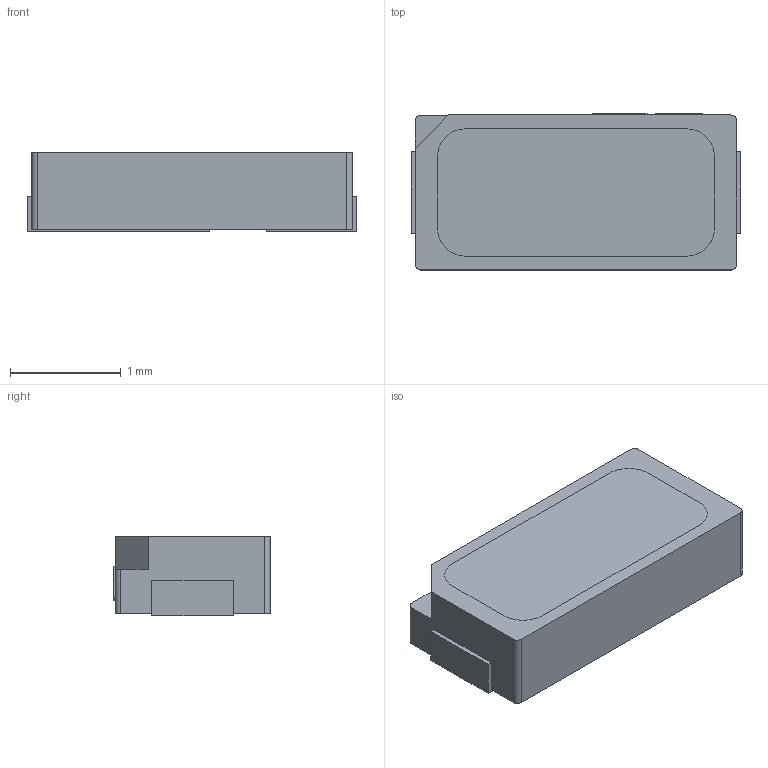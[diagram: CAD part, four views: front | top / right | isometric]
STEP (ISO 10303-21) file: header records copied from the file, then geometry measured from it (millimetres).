
FILE_DESCRIPTION (( 'STEP AP214' ), '1' );
FILE_NAME ('LED-SMD_L3.0-W1.4-RD_WHITE.STEP', '2023-04-25T02:54:30', ( 'PC' ), ( 'Microsoft' ), 'SwSTEP 2.0', 'SolidWorks 2020', '' );
FILE_SCHEMA (( 'AUTOMOTIVE_DESIGN' ));
Length unit declared in the file: millimetre
Products named in the file (1): LED-SMD_L3.0-W1.4-RD_WHITE
Bounding box: 2.98 x 1.41 x 0.72 mm (x, y, z)
Surface area: 22.5 mm2
Topology: 2 solids, 2 shells, 277 faces, 753 edges, 502 vertices
Faces by surface type: plane 167, bspline 98, cone 8, cylinder 4
Entity records: 12273 total; most frequent: CARTESIAN_POINT 2839, ORIENTED_EDGE 1506, DIRECTION 937, EDGE_CURVE 753, VECTOR 529, LINE 529, VERTEX_POINT 502, EDGE_LOOP 299
